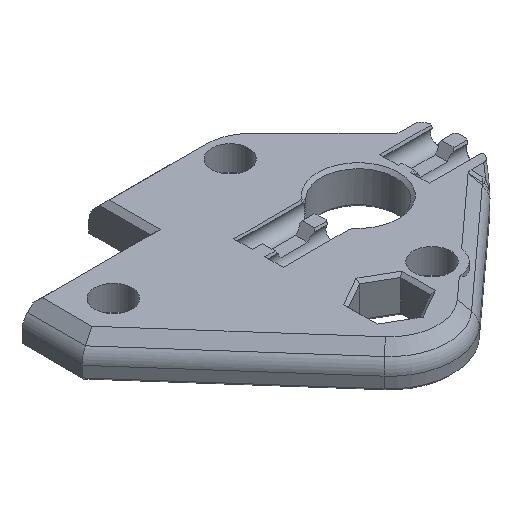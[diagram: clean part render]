
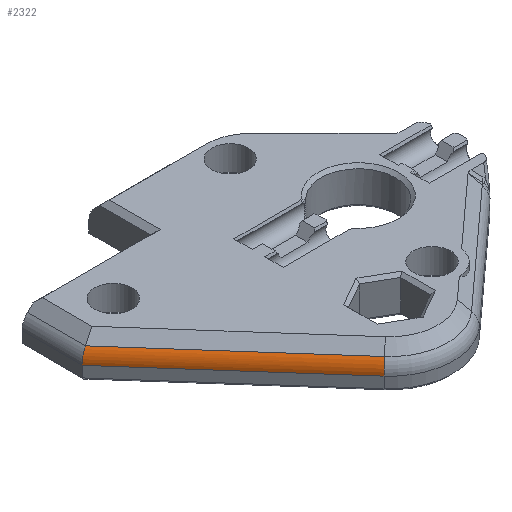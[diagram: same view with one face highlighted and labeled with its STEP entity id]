
A CAD part, isometric view. The second image highlights one B-rep face of the part: STEP entity #2322.
In plain terms, the highlighted cylindrical face has radius 3 mm (diameter 6 mm), a partial arc.
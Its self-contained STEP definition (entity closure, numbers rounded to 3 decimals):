
#44=CYLINDRICAL_SURFACE('',#2513,3.);
#106=ELLIPSE('',#2515,3.208,3.);
#237=CIRCLE('',#2514,3.);
#346=FACE_OUTER_BOUND('',#492,.T.);
#492=EDGE_LOOP('',(#1981,#1982,#1983,#1984));
#688=LINE('',#5346,#875);
#689=LINE('',#5350,#876);
#875=VECTOR('',#3001,10.);
#876=VECTOR('',#3004,10.);
#1104=VERTEX_POINT('',#5344);
#1105=VERTEX_POINT('',#5345);
#1106=VERTEX_POINT('',#5347);
#1107=VERTEX_POINT('',#5349);
#1416=EDGE_CURVE('',#1104,#1105,#688,.T.);
#1417=EDGE_CURVE('',#1105,#1106,#237,.T.);
#1418=EDGE_CURVE('',#1106,#1107,#689,.T.);
#1419=EDGE_CURVE('',#1107,#1104,#106,.T.);
#1981=ORIENTED_EDGE('',*,*,#1416,.T.);
#1982=ORIENTED_EDGE('',*,*,#1417,.T.);
#1983=ORIENTED_EDGE('',*,*,#1418,.T.);
#1984=ORIENTED_EDGE('',*,*,#1419,.T.);
#2322=ADVANCED_FACE('',(#346),#44,.T.);
#2513=AXIS2_PLACEMENT_3D('',#5343,#2999,#3000);
#2514=AXIS2_PLACEMENT_3D('',#5348,#3002,#3003);
#2515=AXIS2_PLACEMENT_3D('',#5351,#3005,#3006);
#2999=DIRECTION('center_axis',(0.662,-0.749,0.));
#3000=DIRECTION('ref_axis',(-0.692,-0.612,0.383));
#3001=DIRECTION('',(0.662,-0.749,0.));
#3002=DIRECTION('center_axis',(-0.662,0.749,0.));
#3003=DIRECTION('ref_axis',(-0.749,-0.662,0.));
#3004=DIRECTION('',(-0.662,0.749,0.));
#3005=DIRECTION('center_axis',(0.354,-0.935,0.));
#3006=DIRECTION('ref_axis',(-0.935,-0.354,0.));
#5343=CARTESIAN_POINT('Origin',(-36.328,0.068,2.257));
#5344=CARTESIAN_POINT('',(-42.304,2.302,2.257));
#5345=CARTESIAN_POINT('',(-19.435,-23.585,2.257));
#5346=CARTESIAN_POINT('',(-38.576,-1.918,2.257));
#5347=CARTESIAN_POINT('',(-18.777,-23.003,4.379));
#5348=CARTESIAN_POINT('Origin',(-17.187,-21.599,2.257));
#5349=CARTESIAN_POINT('',(-41.425,2.634,4.379));
#5350=CARTESIAN_POINT('',(-37.918,-1.336,4.379));
#5351=CARTESIAN_POINT('Origin',(-39.304,3.437,2.257));
